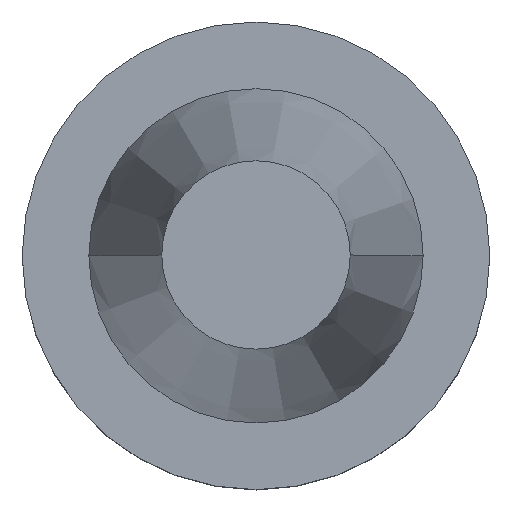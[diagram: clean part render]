
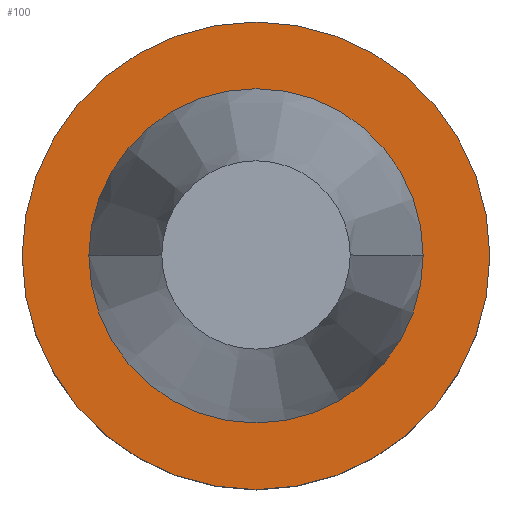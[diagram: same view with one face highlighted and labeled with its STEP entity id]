
A CAD part, top view. The second image highlights one B-rep face of the part: STEP entity #100.
In plain terms, the highlighted planar face has unit normal (0, 0, 1).
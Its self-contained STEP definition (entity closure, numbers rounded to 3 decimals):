
#40=PLANE('',#355);
#53=FACE_BOUND('',#136,.T.);
#54=FACE_BOUND('',#137,.T.);
#100=ADVANCED_FACE('',(#53,#54),#40,.T.);
#136=EDGE_LOOP('',(#185,#186));
#137=EDGE_LOOP('',(#187));
#185=ORIENTED_EDGE('',*,*,#270,.F.);
#186=ORIENTED_EDGE('',*,*,#271,.F.);
#187=ORIENTED_EDGE('',*,*,#272,.F.);
#241=VERTEX_POINT('',#530);
#242=VERTEX_POINT('',#531);
#243=VERTEX_POINT('',#534);
#270=EDGE_CURVE('',#241,#242,#297,.T.);
#271=EDGE_CURVE('',#242,#241,#298,.T.);
#272=EDGE_CURVE('',#243,#243,#299,.T.);
#297=CIRCLE('',#352,22.517);
#298=CIRCLE('',#353,22.517);
#299=CIRCLE('',#354,31.5);
#352=AXIS2_PLACEMENT_3D('',#529,#428,#429);
#353=AXIS2_PLACEMENT_3D('',#532,#430,#431);
#354=AXIS2_PLACEMENT_3D('',#533,#432,#433);
#355=AXIS2_PLACEMENT_3D('',#535,#434,#435);
#428=DIRECTION('',(0.,0.,1.));
#429=DIRECTION('',(1.,0.,0.));
#430=DIRECTION('',(0.,0.,1.));
#431=DIRECTION('',(1.,0.,0.));
#432=DIRECTION('',(0.,0.,-1.));
#433=DIRECTION('',(1.,0.,0.));
#434=DIRECTION('',(0.,0.,1.));
#435=DIRECTION('',(1.,0.,0.));
#529=CARTESIAN_POINT('',(0.,0.,-2.));
#530=CARTESIAN_POINT('',(-22.517,0.,-2.));
#531=CARTESIAN_POINT('',(22.517,0.,-2.));
#532=CARTESIAN_POINT('',(0.,0.,-2.));
#533=CARTESIAN_POINT('',(0.,0.,-2.));
#534=CARTESIAN_POINT('',(31.5,0.,-2.));
#535=CARTESIAN_POINT('',(0.,-22.698,-2.));
